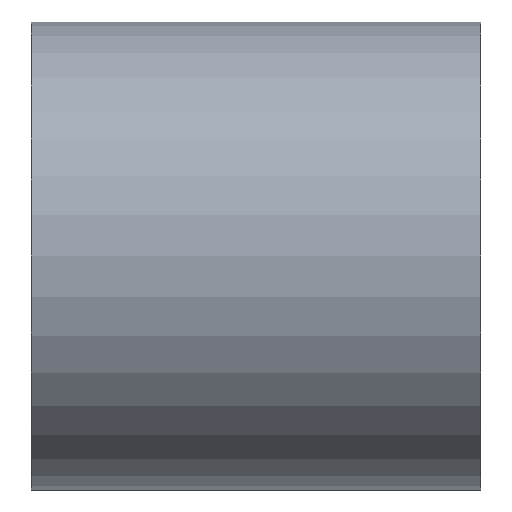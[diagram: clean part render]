
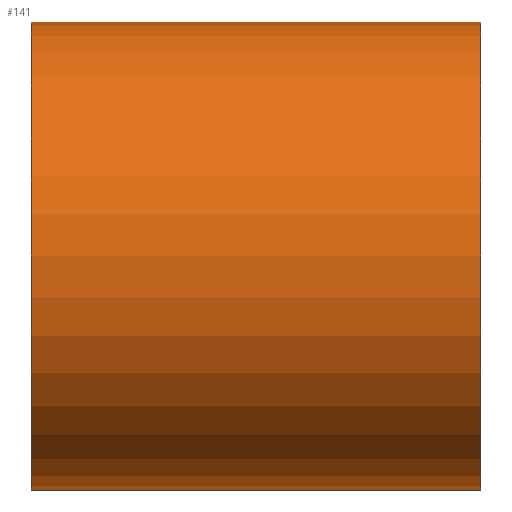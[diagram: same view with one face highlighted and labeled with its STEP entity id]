
A CAD part, left-side view. The second image highlights one B-rep face of the part: STEP entity #141.
In plain terms, the highlighted cylindrical face has radius 2.54 mm (diameter 5.08 mm), a partial arc.
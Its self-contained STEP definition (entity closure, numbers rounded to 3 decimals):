
#3 = CARTESIAN_POINT ( 'NONE',  ( 0., 4.88, 0. ) ) ;
#20 = EDGE_CURVE ( 'NONE', #92, #63, #37, .T. ) ;
#26 = DIRECTION ( 'NONE',  ( 0., -1., 0. ) ) ;
#28 = AXIS2_PLACEMENT_3D ( 'NONE', #91, #174, #157 ) ;
#37 = LINE ( 'NONE', #72, #200 ) ;
#43 = EDGE_CURVE ( 'NONE', #92, #187, #178, .T. ) ;
#46 = CARTESIAN_POINT ( 'NONE',  ( 0., 4.88, 2.54 ) ) ;
#47 = CARTESIAN_POINT ( 'NONE',  ( 0., 0., 2.54 ) ) ;
#48 = LINE ( 'NONE', #46, #190 ) ;
#50 = DIRECTION ( 'NONE',  ( 0., -1., 0. ) ) ;
#54 = CARTESIAN_POINT ( 'NONE',  ( 0., 0., -2.54 ) ) ;
#55 = CYLINDRICAL_SURFACE ( 'NONE', #171, 2.54 ) ;
#59 = DIRECTION ( 'NONE',  ( 0., 0., 1. ) ) ;
#63 = VERTEX_POINT ( 'NONE', #54 ) ;
#71 = FACE_OUTER_BOUND ( 'NONE', #152, .T. ) ;
#72 = CARTESIAN_POINT ( 'NONE',  ( 0., 4.88, -2.54 ) ) ;
#90 = DIRECTION ( 'NONE',  ( 0., 1., 0. ) ) ;
#91 = CARTESIAN_POINT ( 'NONE',  ( 0., 0., 0. ) ) ;
#92 = VERTEX_POINT ( 'NONE', #189 ) ;
#104 = ORIENTED_EDGE ( 'NONE', *, *, #20, .T. ) ;
#116 = ORIENTED_EDGE ( 'NONE', *, *, #117, .T. ) ;
#117 = EDGE_CURVE ( 'NONE', #63, #168, #119, .T. ) ;
#119 = CIRCLE ( 'NONE', #28, 2.54 ) ;
#127 = ORIENTED_EDGE ( 'NONE', *, *, #165, .F. ) ;
#141 = ADVANCED_FACE ( 'NONE', ( #71 ), #55, .T. ) ;
#152 = EDGE_LOOP ( 'NONE', ( #127, #166, #104, #116 ) ) ;
#153 = AXIS2_PLACEMENT_3D ( 'NONE', #3, #90, #59 ) ;
#154 = DIRECTION ( 'NONE',  ( 0., -1., 0. ) ) ;
#157 = DIRECTION ( 'NONE',  ( 0., 0., 1. ) ) ;
#161 = DIRECTION ( 'NONE',  ( 0., 0., -1. ) ) ;
#165 = EDGE_CURVE ( 'NONE', #187, #168, #48, .T. ) ;
#166 = ORIENTED_EDGE ( 'NONE', *, *, #43, .F. ) ;
#168 = VERTEX_POINT ( 'NONE', #47 ) ;
#171 = AXIS2_PLACEMENT_3D ( 'NONE', #207, #26, #161 ) ;
#174 = DIRECTION ( 'NONE',  ( 0., 1., 0. ) ) ;
#175 = CARTESIAN_POINT ( 'NONE',  ( 0., 4.88, 2.54 ) ) ;
#178 = CIRCLE ( 'NONE', #153, 2.54 ) ;
#187 = VERTEX_POINT ( 'NONE', #175 ) ;
#189 = CARTESIAN_POINT ( 'NONE',  ( 0., 4.88, -2.54 ) ) ;
#190 = VECTOR ( 'NONE', #50, 1000. ) ;
#200 = VECTOR ( 'NONE', #154, 1000. ) ;
#207 = CARTESIAN_POINT ( 'NONE',  ( 0., 4.88, 0. ) ) ;
